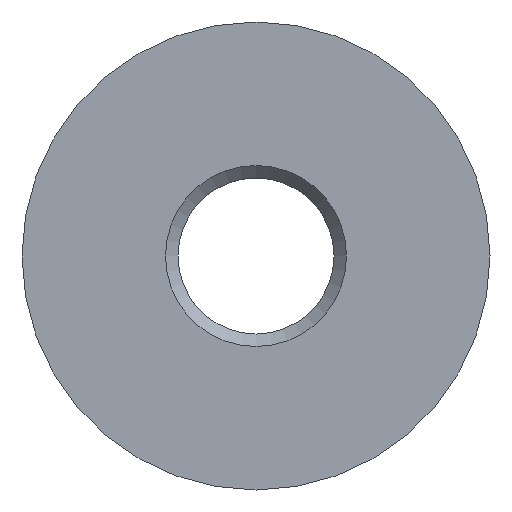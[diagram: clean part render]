
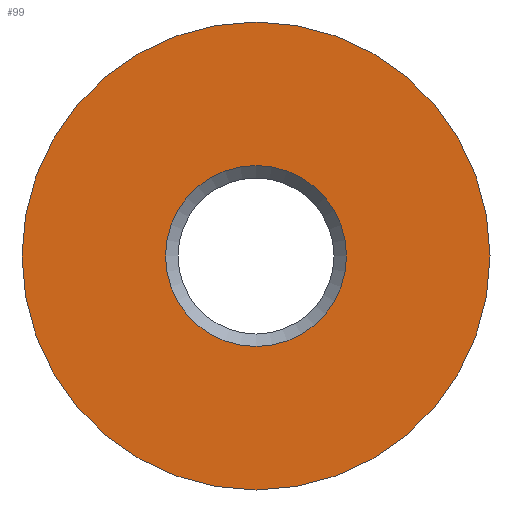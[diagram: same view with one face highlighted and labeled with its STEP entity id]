
A CAD part, front view. The second image highlights one B-rep face of the part: STEP entity #99.
In plain terms, the highlighted planar face has unit normal (0, -1, 0).
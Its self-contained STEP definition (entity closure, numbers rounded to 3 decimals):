
#15=FACE_BOUND('',#34,.T.);
#18=PLANE('',#123);
#26=FACE_OUTER_BOUND('',#33,.T.);
#33=EDGE_LOOP('',(#82));
#34=EDGE_LOOP('',(#83));
#50=CIRCLE('',#120,2.9);
#52=CIRCLE('',#124,7.5);
#57=VERTEX_POINT('',#170);
#59=VERTEX_POINT('',#178);
#65=EDGE_CURVE('',#57,#57,#50,.T.);
#68=EDGE_CURVE('',#59,#59,#52,.T.);
#82=ORIENTED_EDGE('',*,*,#68,.F.);
#83=ORIENTED_EDGE('',*,*,#65,.F.);
#99=ADVANCED_FACE('',(#26,#15),#18,.F.);
#120=AXIS2_PLACEMENT_3D('',#172,#139,#140);
#123=AXIS2_PLACEMENT_3D('',#177,#146,#147);
#124=AXIS2_PLACEMENT_3D('',#179,#148,#149);
#139=DIRECTION('center_axis',(0.,-1.,0.));
#140=DIRECTION('ref_axis',(1.,0.,0.));
#146=DIRECTION('center_axis',(0.,1.,0.));
#147=DIRECTION('ref_axis',(1.,0.,0.));
#148=DIRECTION('center_axis',(0.,1.,0.));
#149=DIRECTION('ref_axis',(1.,0.,0.));
#170=CARTESIAN_POINT('',(-2.9,0.,0.));
#172=CARTESIAN_POINT('Origin',(0.,0.,0.));
#177=CARTESIAN_POINT('Origin',(0.,0.,0.));
#178=CARTESIAN_POINT('',(-7.5,0.,0.));
#179=CARTESIAN_POINT('Origin',(0.,0.,0.));
